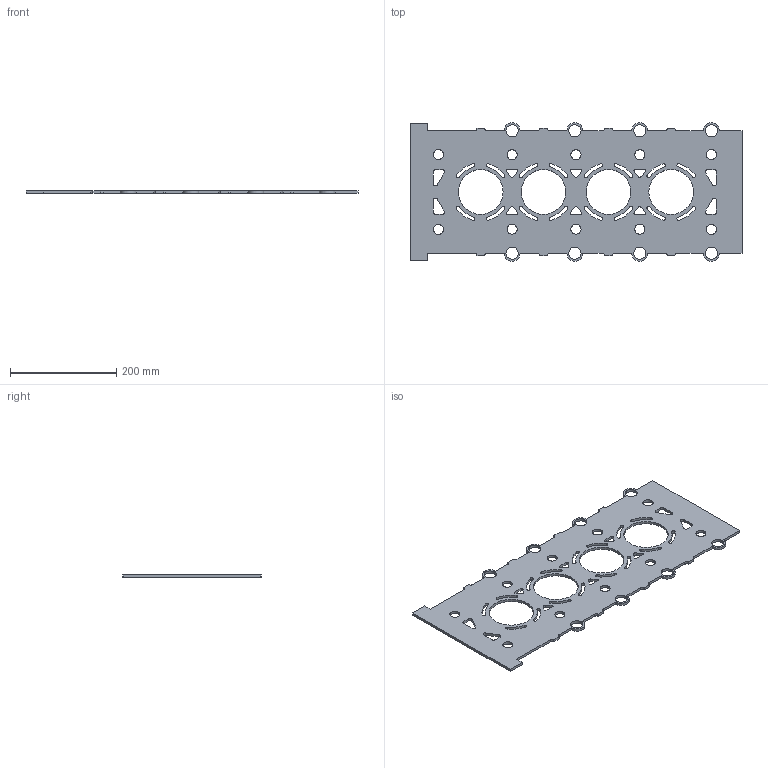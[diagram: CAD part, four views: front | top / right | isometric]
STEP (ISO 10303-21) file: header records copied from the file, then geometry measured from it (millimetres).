
FILE_DESCRIPTION(('CATIA V5 STEP Exchange'),'2;1');
FILE_NAME('chiulasa.stp','2024-02-12T15:25:43+00:00',('none'),('none'),'CATIA Version 5 Release 21 GA (IN-10)','CATIA V5 STEP AP203','none');
FILE_SCHEMA(('CONFIG_CONTROL_DESIGN'));
Length unit declared in the file: millimetre
Products named in the file (1): chiulasa
Bounding box: 623.92 x 260 x 5 mm (x, y, z)
Volume: 562124 mm3; surface area: 256490.5 mm2
Topology: 1 solids, 1 shells, 226 faces, 672 edges, 448 vertices
Faces by surface type: cylinder 162, plane 64
Entity records: 7335 total; most frequent: ORIENTED_EDGE 1344, CARTESIAN_POINT 1284, DIRECTION 998, EDGE_CURVE 672, AXIS2_PLACEMENT_3D 488, VERTEX_POINT 448, VECTOR 348, LINE 348
